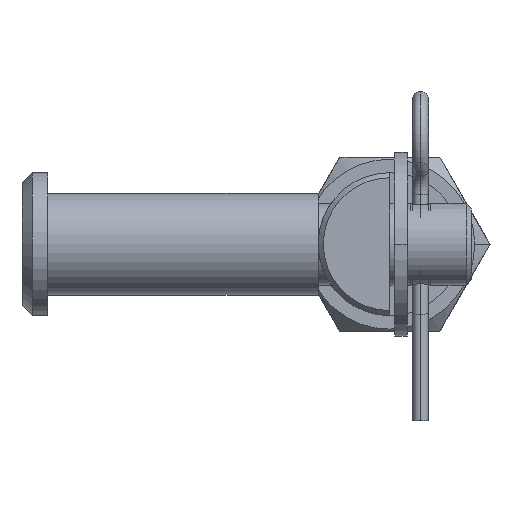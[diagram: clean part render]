
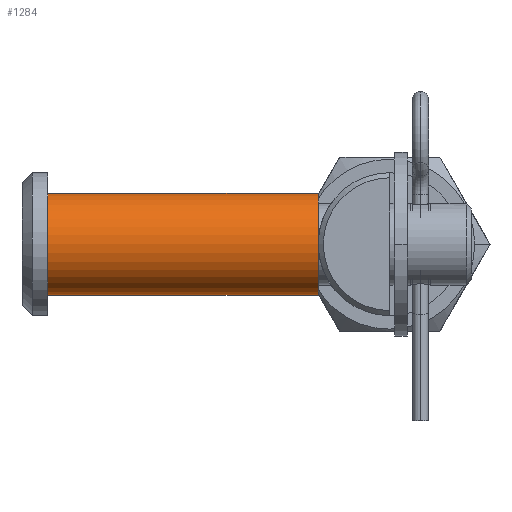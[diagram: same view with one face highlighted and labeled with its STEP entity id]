
A CAD part, left-side view. The second image highlights one B-rep face of the part: STEP entity #1284.
In plain terms, the highlighted cylindrical face has radius 5 mm (diameter 10 mm), a partial arc.
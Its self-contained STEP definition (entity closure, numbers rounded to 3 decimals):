
#116 = CARTESIAN_POINT ( 'NONE',  ( 41.5, 0., 5. ) ) ;
#175 = CARTESIAN_POINT ( 'NONE',  ( -7.205, 0., 0. ) ) ;
#206 = CARTESIAN_POINT ( 'NONE',  ( -7.205, 0., 5. ) ) ;
#286 = VERTEX_POINT ( 'NONE', #1561 ) ;
#380 = CARTESIAN_POINT ( 'NONE',  ( 15., 0., 0. ) ) ;
#512 = DIRECTION ( 'NONE',  ( 0., 0., 1. ) ) ;
#562 = CARTESIAN_POINT ( 'NONE',  ( 41.5, 0., 0. ) ) ;
#569 = DIRECTION ( 'NONE',  ( -1., 0., 0. ) ) ;
#788 = EDGE_CURVE ( 'NONE', #4974, #286, #2079, .T. ) ;
#1000 = VECTOR ( 'NONE', #4893, 1000. ) ;
#1004 = DIRECTION ( 'NONE',  ( 0., 0., 1. ) ) ;
#1010 = ORIENTED_EDGE ( 'NONE', *, *, #3201, .F. ) ;
#1284 = ADVANCED_FACE ( 'NONE', ( #2940 ), #2407, .T. ) ;
#1383 = CIRCLE ( 'NONE', #1704, 5. ) ;
#1455 = VECTOR ( 'NONE', #569, 1000. ) ;
#1561 = CARTESIAN_POINT ( 'NONE',  ( 15., 0., -5. ) ) ;
#1577 = LINE ( 'NONE', #4298, #1455 ) ;
#1704 = AXIS2_PLACEMENT_3D ( 'NONE', #562, #3617, #1004 ) ;
#1787 = EDGE_LOOP ( 'NONE', ( #3155, #5274, #4861, #1010 ) ) ;
#1902 = VERTEX_POINT ( 'NONE', #116 ) ;
#2079 = CIRCLE ( 'NONE', #4412, 5. ) ;
#2251 = CARTESIAN_POINT ( 'NONE',  ( 41.5, 0., -5. ) ) ;
#2407 = CYLINDRICAL_SURFACE ( 'NONE', #3966, 5. ) ;
#2940 = FACE_OUTER_BOUND ( 'NONE', #1787, .T. ) ;
#3155 = ORIENTED_EDGE ( 'NONE', *, *, #4583, .T. ) ;
#3201 = EDGE_CURVE ( 'NONE', #1902, #4974, #4441, .T. ) ;
#3430 = EDGE_CURVE ( 'NONE', #5186, #286, #1577, .T. ) ;
#3452 = DIRECTION ( 'NONE',  ( -1., 0., 0. ) ) ;
#3617 = DIRECTION ( 'NONE',  ( -1., 0., 0. ) ) ;
#3966 = AXIS2_PLACEMENT_3D ( 'NONE', #175, #3452, #512 ) ;
#4298 = CARTESIAN_POINT ( 'NONE',  ( -7.205, 0., -5. ) ) ;
#4412 = AXIS2_PLACEMENT_3D ( 'NONE', #380, #4551, #5083 ) ;
#4441 = LINE ( 'NONE', #206, #1000 ) ;
#4551 = DIRECTION ( 'NONE',  ( -1., 0., 0. ) ) ;
#4583 = EDGE_CURVE ( 'NONE', #1902, #5186, #1383, .T. ) ;
#4654 = CARTESIAN_POINT ( 'NONE',  ( 15., 0., 5. ) ) ;
#4861 = ORIENTED_EDGE ( 'NONE', *, *, #788, .F. ) ;
#4893 = DIRECTION ( 'NONE',  ( -1., 0., 0. ) ) ;
#4974 = VERTEX_POINT ( 'NONE', #4654 ) ;
#5083 = DIRECTION ( 'NONE',  ( 0., 0., 1. ) ) ;
#5186 = VERTEX_POINT ( 'NONE', #2251 ) ;
#5274 = ORIENTED_EDGE ( 'NONE', *, *, #3430, .T. ) ;
